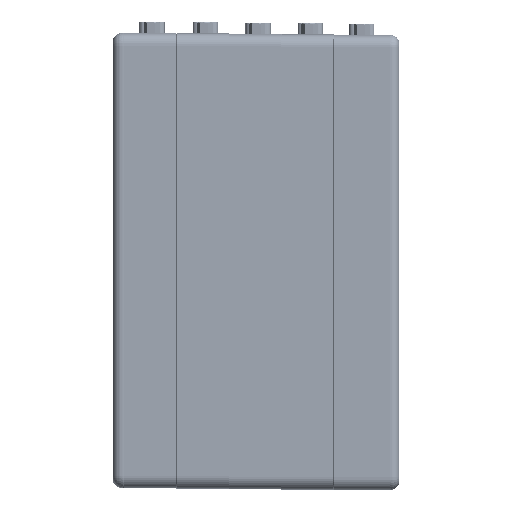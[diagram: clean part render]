
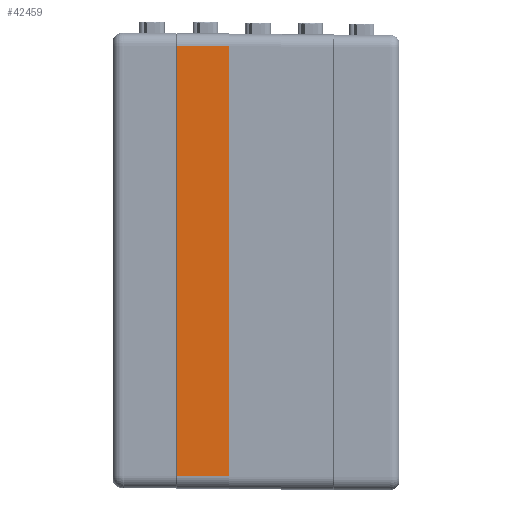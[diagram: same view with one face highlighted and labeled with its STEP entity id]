
A CAD part, left-side view. The second image highlights one B-rep face of the part: STEP entity #42459.
In plain terms, the highlighted face is planar.
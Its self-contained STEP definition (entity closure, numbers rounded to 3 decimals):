
#35 = VECTOR ( 'NONE', #23012, 1000. ) ;
#801 = CARTESIAN_POINT ( 'NONE',  ( 17.6, 85., -141. ) ) ;
#989 = PLANE ( 'NONE',  #33880 ) ;
#1038 = LINE ( 'NONE', #801, #35 ) ;
#1157 = EDGE_CURVE ( 'NONE', #35582, #23788, #5301, .T. ) ;
#1715 = CARTESIAN_POINT ( 'NONE',  ( 17.6, 85., -4. ) ) ;
#5301 = LINE ( 'NONE', #1715, #15834 ) ;
#7551 = LINE ( 'NONE', #22124, #34744 ) ;
#8185 = DIRECTION ( 'NONE',  ( 0., -1., 0. ) ) ;
#8903 = CARTESIAN_POINT ( 'NONE',  ( 17.5, 85., -4. ) ) ;
#9608 = CARTESIAN_POINT ( 'NONE',  ( 17.5, 85., -141. ) ) ;
#12944 = FACE_OUTER_BOUND ( 'NONE', #44399, .T. ) ;
#13574 = CARTESIAN_POINT ( 'NONE',  ( 0.9, 85., -4. ) ) ;
#15834 = VECTOR ( 'NONE', #23946, 1000. ) ;
#16875 = VERTEX_POINT ( 'NONE', #9608 ) ;
#18962 = LINE ( 'NONE', #8903, #39342 ) ;
#19418 = DIRECTION ( 'NONE',  ( 0., 0., -1. ) ) ;
#19509 = EDGE_CURVE ( 'NONE', #16875, #20680, #1038, .T. ) ;
#20680 = VERTEX_POINT ( 'NONE', #44640 ) ;
#21474 = ORIENTED_EDGE ( 'NONE', *, *, #19509, .T. ) ;
#22124 = CARTESIAN_POINT ( 'NONE',  ( 0.9, 85., -4. ) ) ;
#23012 = DIRECTION ( 'NONE',  ( -1., 0., 0. ) ) ;
#23788 = VERTEX_POINT ( 'NONE', #13574 ) ;
#23946 = DIRECTION ( 'NONE',  ( -1., 0., 0. ) ) ;
#27810 = ORIENTED_EDGE ( 'NONE', *, *, #38935, .T. ) ;
#29071 = ORIENTED_EDGE ( 'NONE', *, *, #38441, .T. ) ;
#29560 = DIRECTION ( 'NONE',  ( 0., 0., 1. ) ) ;
#32951 = ORIENTED_EDGE ( 'NONE', *, *, #1157, .F. ) ;
#33880 = AXIS2_PLACEMENT_3D ( 'NONE', #41165, #8185, #37348 ) ;
#34744 = VECTOR ( 'NONE', #29560, 1000. ) ;
#35582 = VERTEX_POINT ( 'NONE', #37017 ) ;
#37017 = CARTESIAN_POINT ( 'NONE',  ( 17.5, 85., -4. ) ) ;
#37348 = DIRECTION ( 'NONE',  ( 0., 0., -1. ) ) ;
#38441 = EDGE_CURVE ( 'NONE', #20680, #23788, #7551, .T. ) ;
#38935 = EDGE_CURVE ( 'NONE', #35582, #16875, #18962, .T. ) ;
#39342 = VECTOR ( 'NONE', #19418, 1000. ) ;
#41165 = CARTESIAN_POINT ( 'NONE',  ( 17.6, 85., -4. ) ) ;
#42459 = ADVANCED_FACE ( 'NONE', ( #12944 ), #989, .F. ) ;
#44399 = EDGE_LOOP ( 'NONE', ( #32951, #27810, #21474, #29071 ) ) ;
#44640 = CARTESIAN_POINT ( 'NONE',  ( 0.9, 85., -141. ) ) ;
